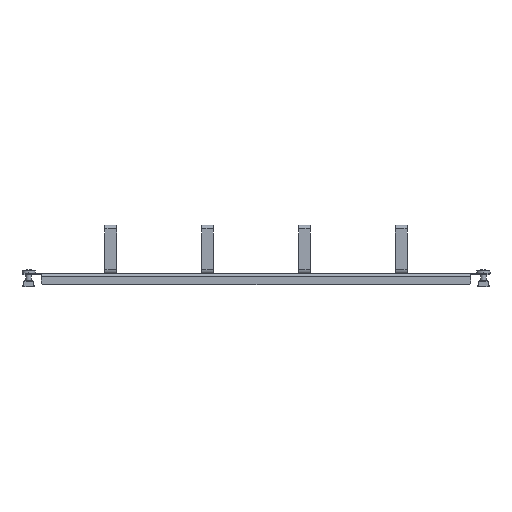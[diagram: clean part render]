
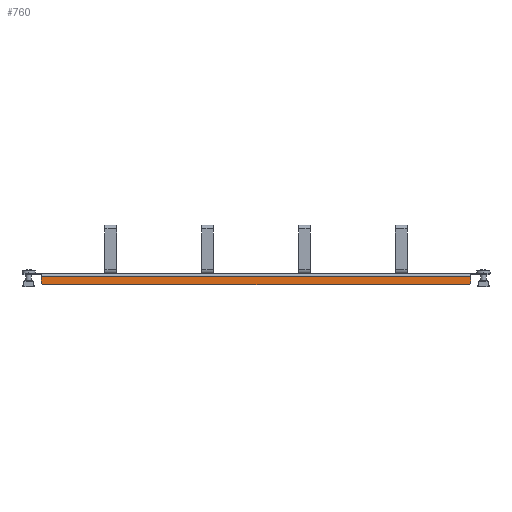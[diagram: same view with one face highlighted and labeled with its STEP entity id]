
A CAD part, front view. The second image highlights one B-rep face of the part: STEP entity #760.
In plain terms, the highlighted planar face has unit normal (0, -1, 0).
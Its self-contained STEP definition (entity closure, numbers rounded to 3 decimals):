
#726 = VECTOR ( 'NONE', #13895, 1000. ) ;
#760 = ADVANCED_FACE ( 'NONE', ( #21890 ), #4448, .F. ) ;
#1074 = CARTESIAN_POINT ( 'NONE',  ( 273.957, -38.458, -47.874 ) ) ;
#1853 = DIRECTION ( 'NONE',  ( 0., 0., 1. ) ) ;
#1941 = VERTEX_POINT ( 'NONE', #14712 ) ;
#2467 = CARTESIAN_POINT ( 'NONE',  ( 271.457, -38.458, -53.874 ) ) ;
#3292 = DIRECTION ( 'NONE',  ( 0., 0., 1. ) ) ;
#4448 = PLANE ( 'NONE',  #7852 ) ;
#4539 = EDGE_CURVE ( 'NONE', #30926, #31993, #15751, .T. ) ;
#5078 = DIRECTION ( 'NONE',  ( 0., 0., 1. ) ) ;
#5124 = DIRECTION ( 'NONE',  ( 0., 1., 0. ) ) ;
#5400 = CARTESIAN_POINT ( 'NONE',  ( -169.043, -38.458, -53.874 ) ) ;
#5647 = ORIENTED_EDGE ( 'NONE', *, *, #19593, .F. ) ;
#5786 = CARTESIAN_POINT ( 'NONE',  ( 273.957, -38.458, -56.374 ) ) ;
#6930 = ORIENTED_EDGE ( 'NONE', *, *, #29688, .T. ) ;
#7242 = EDGE_CURVE ( 'NONE', #11650, #1941, #7651, .T. ) ;
#7651 = LINE ( 'NONE', #19005, #726 ) ;
#7852 = AXIS2_PLACEMENT_3D ( 'NONE', #5786, #5124, #3292 ) ;
#9586 = AXIS2_PLACEMENT_3D ( 'NONE', #2467, #20616, #5078 ) ;
#9712 = CARTESIAN_POINT ( 'NONE',  ( 273.957, -38.458, -47.874 ) ) ;
#10916 = DIRECTION ( 'NONE',  ( -1., 0., 0. ) ) ;
#11650 = VERTEX_POINT ( 'NONE', #1074 ) ;
#12694 = VECTOR ( 'NONE', #10916, 1000. ) ;
#12825 = CARTESIAN_POINT ( 'NONE',  ( -169.043, -38.458, -47.874 ) ) ;
#13895 = DIRECTION ( 'NONE',  ( 0., 0., -1. ) ) ;
#14712 = CARTESIAN_POINT ( 'NONE',  ( 273.957, -38.458, -53.874 ) ) ;
#15113 = VERTEX_POINT ( 'NONE', #28327 ) ;
#15491 = ORIENTED_EDGE ( 'NONE', *, *, #29835, .F. ) ;
#15751 = LINE ( 'NONE', #21277, #28778 ) ;
#16804 = ORIENTED_EDGE ( 'NONE', *, *, #4539, .F. ) ;
#16922 = ORIENTED_EDGE ( 'NONE', *, *, #7242, .F. ) ;
#17448 = DIRECTION ( 'NONE',  ( 0., -1., 0. ) ) ;
#19005 = CARTESIAN_POINT ( 'NONE',  ( 273.957, -38.458, -46.374 ) ) ;
#19593 = EDGE_CURVE ( 'NONE', #31993, #11650, #32655, .T. ) ;
#20616 = DIRECTION ( 'NONE',  ( 0., -1., 0. ) ) ;
#21114 = CIRCLE ( 'NONE', #30481, 2.5 ) ;
#21277 = CARTESIAN_POINT ( 'NONE',  ( -169.043, -38.458, -56.374 ) ) ;
#21890 = FACE_OUTER_BOUND ( 'NONE', #25189, .T. ) ;
#24790 = VERTEX_POINT ( 'NONE', #31019 ) ;
#24957 = CIRCLE ( 'NONE', #9586, 2.5 ) ;
#25189 = EDGE_LOOP ( 'NONE', ( #15491, #6930, #16922, #5647, #16804, #27538 ) ) ;
#25799 = VECTOR ( 'NONE', #33024, 1000. ) ;
#26673 = CARTESIAN_POINT ( 'NONE',  ( 273.957, -38.458, -56.374 ) ) ;
#27033 = EDGE_CURVE ( 'NONE', #30926, #24790, #21114, .T. ) ;
#27538 = ORIENTED_EDGE ( 'NONE', *, *, #27033, .T. ) ;
#28327 = CARTESIAN_POINT ( 'NONE',  ( 271.457, -38.458, -56.374 ) ) ;
#28778 = VECTOR ( 'NONE', #29128, 1000. ) ;
#29128 = DIRECTION ( 'NONE',  ( 0., 0., 1. ) ) ;
#29688 = EDGE_CURVE ( 'NONE', #15113, #1941, #24957, .T. ) ;
#29835 = EDGE_CURVE ( 'NONE', #15113, #24790, #32623, .T. ) ;
#30481 = AXIS2_PLACEMENT_3D ( 'NONE', #33017, #17448, #1853 ) ;
#30926 = VERTEX_POINT ( 'NONE', #5400 ) ;
#31019 = CARTESIAN_POINT ( 'NONE',  ( -166.543, -38.458, -56.374 ) ) ;
#31993 = VERTEX_POINT ( 'NONE', #12825 ) ;
#32623 = LINE ( 'NONE', #26673, #12694 ) ;
#32655 = LINE ( 'NONE', #9712, #25799 ) ;
#33017 = CARTESIAN_POINT ( 'NONE',  ( -166.543, -38.458, -53.874 ) ) ;
#33024 = DIRECTION ( 'NONE',  ( 1., 0., 0. ) ) ;
